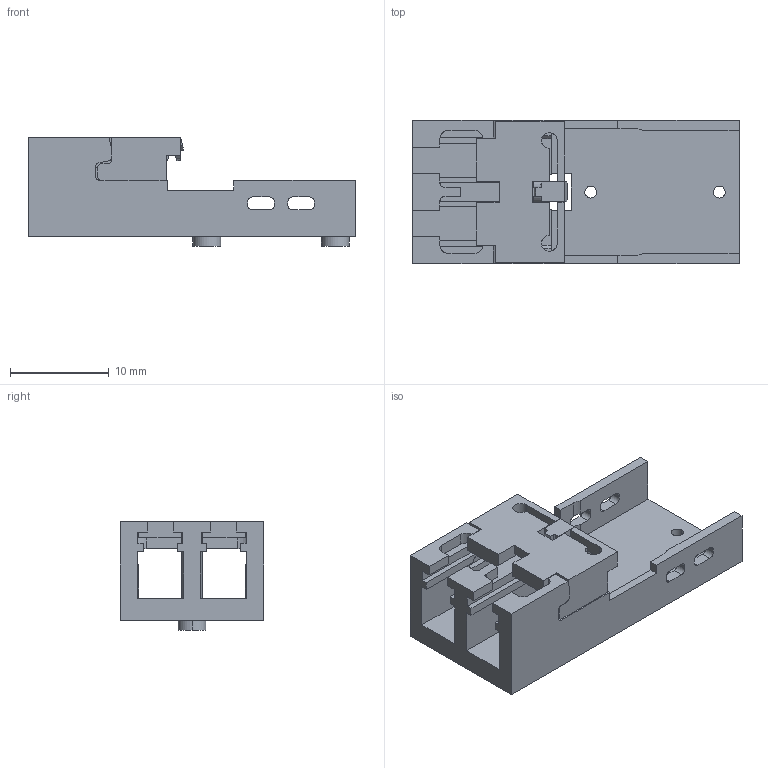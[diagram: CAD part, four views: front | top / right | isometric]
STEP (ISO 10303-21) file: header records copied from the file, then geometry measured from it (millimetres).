
FILE_DESCRIPTION((''),'2;1');
FILE_NAME('PCBM_CERN_VTRX V2.1 (MM)_Part2.stp','2014-01-15T15:00:30',(''),(''),'Mechanical Desktop 2011','Mechanical Desktop 2011',', , ');
FILE_SCHEMA(('AUTOMOTIVE_DESIGN { 1 2 10303 214 1 1 1 1 }'));
Length unit declared in the file: millimetre
Products named in the file (1): Product
Bounding box: 33 x 14.5 x 11 mm (x, y, z)
Volume: 1547.2 mm3; surface area: 2667.2 mm2
Topology: 4 solids, 4 shells, 290 faces, 851 edges, 564 vertices
Faces by surface type: plane 187, cylinder 91, torus 12
Entity records: 9955 total; most frequent: CARTESIAN_POINT 1978, ORIENTED_EDGE 1702, DIRECTION 1631, EDGE_CURVE 851, VECTOR 629, LINE 629, VERTEX_POINT 564, AXIS2_PLACEMENT_3D 501
